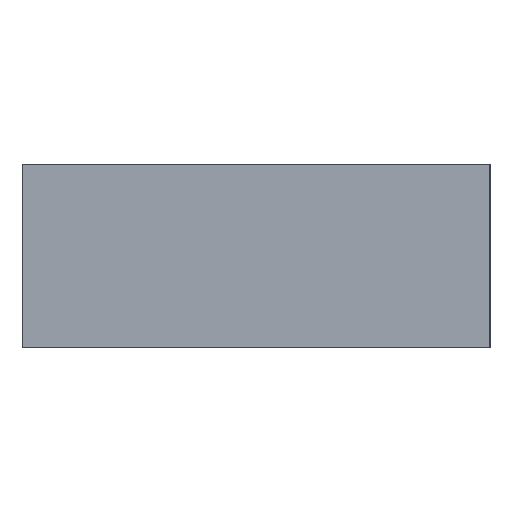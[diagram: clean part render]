
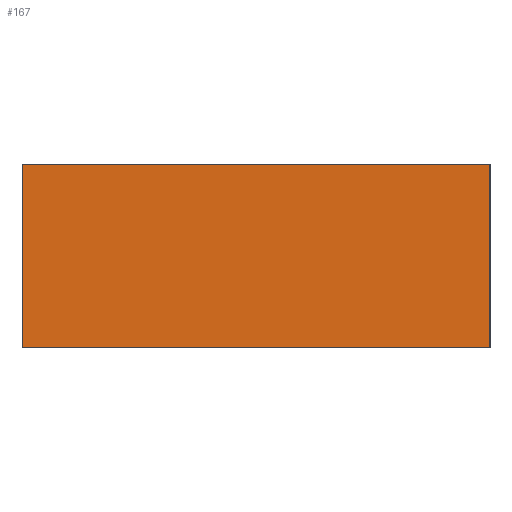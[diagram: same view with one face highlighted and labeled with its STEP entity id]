
A CAD part, left-side view. The second image highlights one B-rep face of the part: STEP entity #167.
In plain terms, the highlighted planar face has unit normal (-1, 0, 0).
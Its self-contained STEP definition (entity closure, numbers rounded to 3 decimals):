
#21=FACE_OUTER_BOUND('',#30,.T.);
#30=EDGE_LOOP('',(#134,#135,#136,#137));
#40=LINE('',#259,#61);
#49=LINE('',#277,#70);
#50=LINE('',#280,#71);
#51=LINE('',#281,#72);
#61=VECTOR('',#213,10.);
#70=VECTOR('',#230,10.);
#71=VECTOR('',#233,10.);
#72=VECTOR('',#234,10.);
#77=VERTEX_POINT('',#247);
#82=VERTEX_POINT('',#257);
#87=VERTEX_POINT('',#275);
#88=VERTEX_POINT('',#279);
#96=EDGE_CURVE('',#77,#82,#40,.T.);
#105=EDGE_CURVE('',#82,#87,#49,.T.);
#106=EDGE_CURVE('',#87,#88,#50,.T.);
#107=EDGE_CURVE('',#77,#88,#51,.T.);
#134=ORIENTED_EDGE('',*,*,#106,.T.);
#135=ORIENTED_EDGE('',*,*,#107,.F.);
#136=ORIENTED_EDGE('',*,*,#96,.T.);
#137=ORIENTED_EDGE('',*,*,#105,.T.);
#158=PLANE('',#199);
#167=ADVANCED_FACE('',(#21),#158,.T.);
#199=AXIS2_PLACEMENT_3D('',#278,#231,#232);
#213=DIRECTION('',(0.,-1.,0.));
#230=DIRECTION('',(0.,0.,1.));
#231=DIRECTION('center_axis',(-1.,0.,0.));
#232=DIRECTION('ref_axis',(0.,0.,1.));
#233=DIRECTION('',(0.,1.,0.));
#234=DIRECTION('',(0.,0.,1.));
#247=CARTESIAN_POINT('',(-37.5,23.,-4.5));
#257=CARTESIAN_POINT('',(-37.5,0.,-4.5));
#259=CARTESIAN_POINT('',(-37.5,23.,-4.5));
#275=CARTESIAN_POINT('',(-37.5,0.,4.5));
#277=CARTESIAN_POINT('',(-37.5,0.,0.));
#278=CARTESIAN_POINT('Origin',(-37.5,0.,0.));
#279=CARTESIAN_POINT('',(-37.5,23.,4.5));
#280=CARTESIAN_POINT('',(-37.5,23.,4.5));
#281=CARTESIAN_POINT('',(-37.5,23.,0.));
